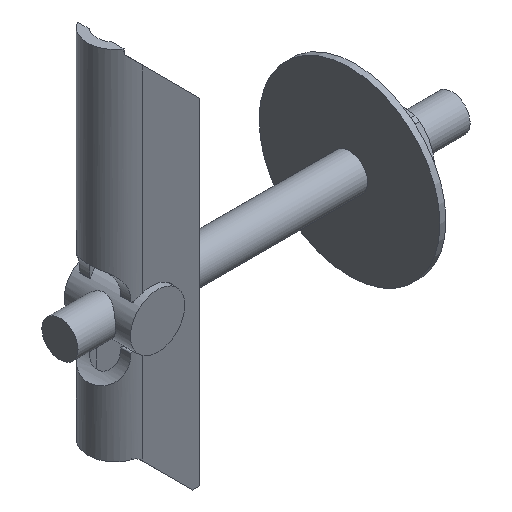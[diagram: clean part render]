
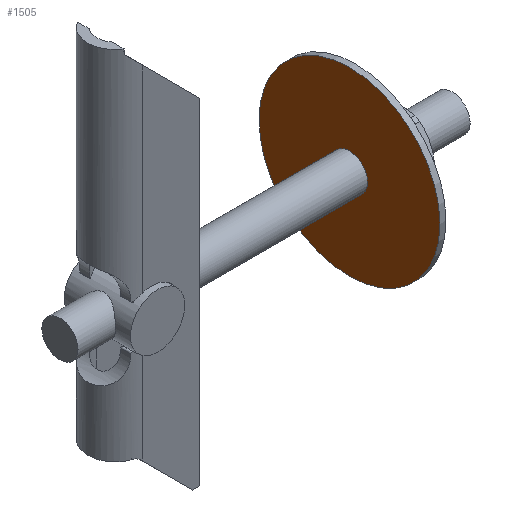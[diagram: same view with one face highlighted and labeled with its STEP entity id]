
A CAD part, isometric view. The second image highlights one B-rep face of the part: STEP entity #1505.
In plain terms, the highlighted planar face has unit normal (-1, 0, 0).
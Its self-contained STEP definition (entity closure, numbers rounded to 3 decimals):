
#202=PLANE('',#1659);
#459=ORIENTED_EDGE('',*,*,#871,.F.);
#460=ORIENTED_EDGE('',*,*,#789,.T.);
#789=EDGE_CURVE('',#1017,#1017,#1165,.T.);
#871=EDGE_CURVE('',#1075,#1075,#1198,.T.);
#1017=VERTEX_POINT('',#2192);
#1075=VERTEX_POINT('',#2486);
#1165=CIRCLE('',#1599,3.);
#1198=CIRCLE('',#1660,15.);
#1259=EDGE_LOOP('',(#459));
#1260=EDGE_LOOP('',(#460));
#1367=FACE_BOUND('',#1259,.T.);
#1368=FACE_BOUND('',#1260,.T.);
#1505=ADVANCED_FACE('',(#1367,#1368),#202,.F.);
#1599=AXIS2_PLACEMENT_3D('',#2191,#1773,#1774);
#1659=AXIS2_PLACEMENT_3D('',#2484,#1905,#1906);
#1660=AXIS2_PLACEMENT_3D('',#2485,#1907,#1908);
#1773=DIRECTION('',(1.,0.,0.));
#1774=DIRECTION('',(0.,1.,0.));
#1905=DIRECTION('',(1.,0.,0.));
#1906=DIRECTION('',(0.,1.,0.));
#1907=DIRECTION('',(1.,0.,0.));
#1908=DIRECTION('',(0.,1.,0.));
#2191=CARTESIAN_POINT('',(37.3,0.,0.));
#2192=CARTESIAN_POINT('',(37.3,3.,0.));
#2484=CARTESIAN_POINT('',(37.3,0.,0.));
#2485=CARTESIAN_POINT('',(37.3,0.,0.));
#2486=CARTESIAN_POINT('',(37.3,15.,0.));
